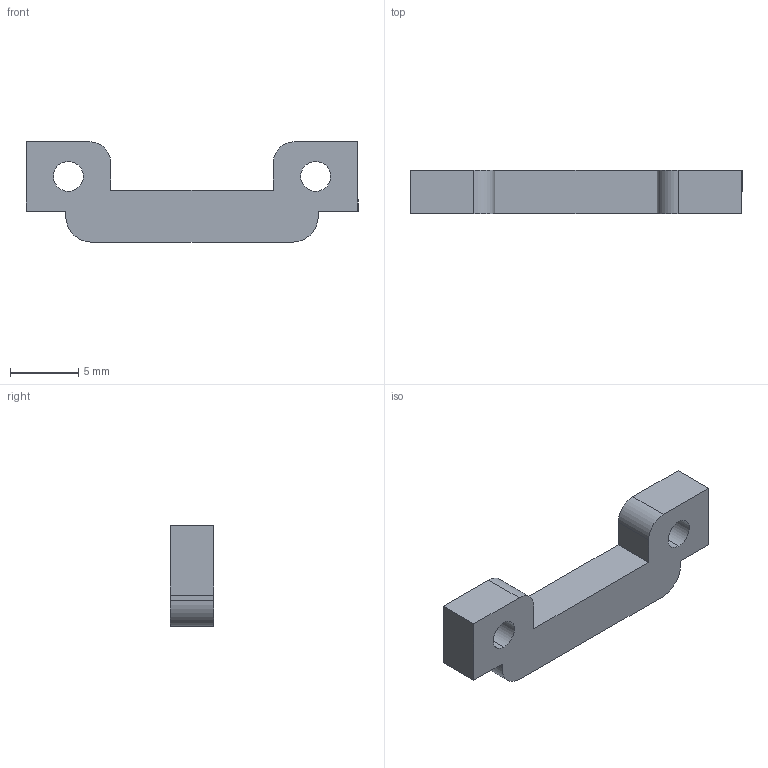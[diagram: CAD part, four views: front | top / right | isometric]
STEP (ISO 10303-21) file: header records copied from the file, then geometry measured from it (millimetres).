
FILE_DESCRIPTION (( 'STEP AP214' ), '1' );
FILE_NAME ('Pro_midro_holder.STEP', '2021-12-23T19:34:03', ( '' ), ( '' ), 'SwSTEP 2.0', 'SolidWorks 2020', '' );
FILE_SCHEMA (( 'AUTOMOTIVE_DESIGN' ));
Length unit declared in the file: inch
Products named in the file (1): Pro_midro_holder
Bounding box: 24.38 x 3.17 x 7.37 mm (x, y, z)
Volume: 360.8 mm3; surface area: 486 mm2
Topology: 1 solids, 1 shells, 22 faces, 60 edges, 40 vertices
Faces by surface type: plane 14, cylinder 8
Entity records: 748 total; most frequent: CARTESIAN_POINT 123, DIRECTION 122, ORIENTED_EDGE 120, EDGE_CURVE 60, LINE 44, VECTOR 44, VERTEX_POINT 40, AXIS2_PLACEMENT_3D 39
